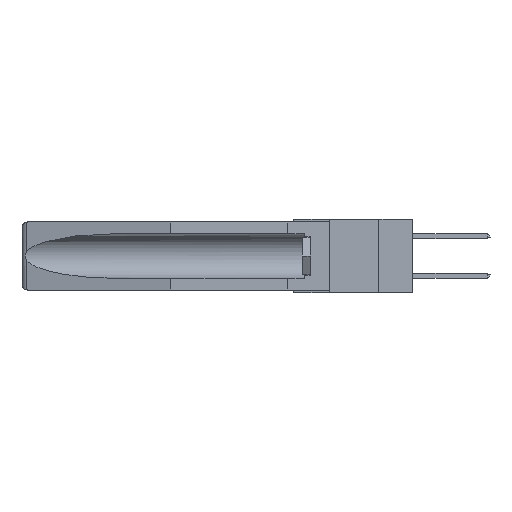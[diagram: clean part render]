
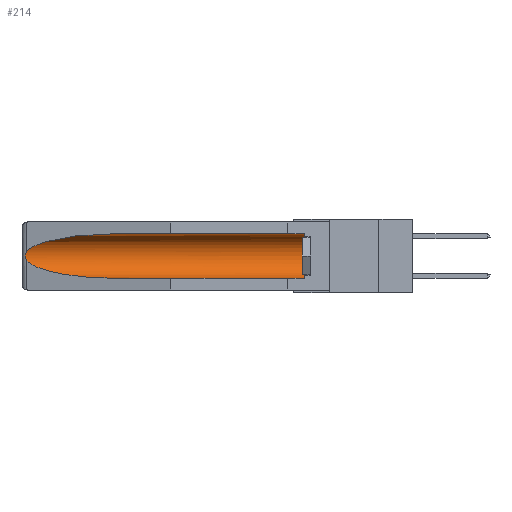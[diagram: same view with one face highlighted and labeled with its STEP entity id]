
A CAD part, left-side view. The second image highlights one B-rep face of the part: STEP entity #214.
In plain terms, the highlighted cylindrical face has radius 2.857 mm (diameter 5.715 mm), a partial arc.
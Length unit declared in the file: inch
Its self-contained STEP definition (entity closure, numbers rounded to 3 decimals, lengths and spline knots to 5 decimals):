
#214 = ADVANCED_FACE ( 'NONE', ( #10065 ), #22594, .F. ) ;
#374 =( BOUNDED_CURVE ( )  B_SPLINE_CURVE ( 3, ( #25591, #16994, #14549, #12304 ),
 .UNSPECIFIED., .F., .F. ) 
 B_SPLINE_CURVE_WITH_KNOTS ( ( 4, 4 ),
 ( 4.71239, 6.08839 ),
 .UNSPECIFIED. ) 
 CURVE ( )  GEOMETRIC_REPRESENTATION_ITEM ( )  RATIONAL_B_SPLINE_CURVE ( ( 1., 0.848, 0.848, 1. ) ) 
 REPRESENTATION_ITEM ( '' )  );
#1254 = ORIENTED_EDGE ( 'NONE', *, *, #23675, .T. ) ;
#1459 = LINE ( 'NONE', #6153, #20204 ) ;
#2124 = CIRCLE ( 'NONE', #25113, 0.1125 ) ;
#2161 = CARTESIAN_POINT ( 'NONE',  ( 0.2673, 1.53269, -0.17917 ) ) ;
#2403 = VERTEX_POINT ( 'NONE', #28022 ) ;
#2523 = EDGE_CURVE ( 'NONE', #11332, #2403, #6118, .T. ) ;
#4201 = CARTESIAN_POINT ( 'NONE',  ( 0.2675, 1.53308, -0.16763 ) ) ;
#4978 = VERTEX_POINT ( 'NONE', #17117 ) ;
#5050 = CARTESIAN_POINT ( 'NONE',  ( 0.155, 0.126, -0.059 ) ) ;
#5309 = EDGE_CURVE ( 'NONE', #28628, #4978, #19976, .T. ) ;
#6118 = LINE ( 'NONE', #19629, #28684 ) ;
#6153 = CARTESIAN_POINT ( 'NONE',  ( 0.155, -0.30754, -0.059 ) ) ;
#6205 = VERTEX_POINT ( 'NONE', #16007 ) ;
#7201 = EDGE_LOOP ( 'NONE', ( #17088, #19372, #23094, #12995, #1254, #11644 ) ) ;
#10065 = FACE_OUTER_BOUND ( 'NONE', #7201, .T. ) ;
#10320 = EDGE_CURVE ( 'NONE', #4978, #2403, #22976, .T. ) ;
#10526 = VERTEX_POINT ( 'NONE', #5050 ) ;
#10671 = CARTESIAN_POINT ( 'NONE',  ( 0.26537, 1.52718, -0.19328 ) ) ;
#10864 = DIRECTION ( 'NONE',  ( 0., 0., 1. ) ) ;
#11332 = VERTEX_POINT ( 'NONE', #14834 ) ;
#11644 = ORIENTED_EDGE ( 'NONE', *, *, #13216, .T. ) ;
#12029 = DIRECTION ( 'NONE',  ( 0., 0., 1. ) ) ;
#12304 = CARTESIAN_POINT ( 'NONE',  ( 0.26537, 1.52718, -0.14972 ) ) ;
#12995 = ORIENTED_EDGE ( 'NONE', *, *, #2523, .F. ) ;
#13216 = EDGE_CURVE ( 'NONE', #10526, #6205, #1459, .T. ) ;
#13330 = CARTESIAN_POINT ( 'NONE',  ( 0.26537, 1.52718, -0.14972 ) ) ;
#14549 = CARTESIAN_POINT ( 'NONE',  ( 0.25451, 1.48313, -0.09465 ) ) ;
#14776 = DIRECTION ( 'NONE',  ( 0., 1., 0. ) ) ;
#14834 = CARTESIAN_POINT ( 'NONE',  ( 0.155, 0.126, -0.284 ) ) ;
#15376 = CARTESIAN_POINT ( 'NONE',  ( 0.155, 1.07973, -0.284 ) ) ;
#15391 = CARTESIAN_POINT ( 'NONE',  ( 0.2673, 1.5327, -0.16383 ) ) ;
#16007 = CARTESIAN_POINT ( 'NONE',  ( 0.155, 1.07973, -0.059 ) ) ;
#16994 = CARTESIAN_POINT ( 'NONE',  ( 0.21114, 1.30732, -0.059 ) ) ;
#17088 = ORIENTED_EDGE ( 'NONE', *, *, #21920, .T. ) ;
#17117 = CARTESIAN_POINT ( 'NONE',  ( 0.26537, 1.52718, -0.19328 ) ) ;
#17438 = CARTESIAN_POINT ( 'NONE',  ( 0.25451, 1.48313, -0.24835 ) ) ;
#17831 = CARTESIAN_POINT ( 'NONE',  ( 0.2675, 1.53308, -0.17534 ) ) ;
#18014 = AXIS2_PLACEMENT_3D ( 'NONE', #21067, #21255, #12029 ) ;
#19372 = ORIENTED_EDGE ( 'NONE', *, *, #5309, .T. ) ;
#19629 = CARTESIAN_POINT ( 'NONE',  ( 0.155, -0.30754, -0.284 ) ) ;
#19842 = CARTESIAN_POINT ( 'NONE',  ( 0.21114, 1.30732, -0.284 ) ) ;
#19976 = B_SPLINE_CURVE_WITH_KNOTS ( 'NONE', 3,
 ( #13330, #26330, #28546, #15391, #4201, #17831, #2161, #24486, #20148, #24307 ),
 .UNSPECIFIED., .F., .F.,
 ( 4, 2, 2, 2, 4 ),
 ( 0., 0.00029, 0.00058, 0.00087, 0.00117 ),
 .UNSPECIFIED. ) ;
#20148 = CARTESIAN_POINT ( 'NONE',  ( 0.26597, 1.5296, -0.19026 ) ) ;
#20204 = VECTOR ( 'NONE', #26147, 39.37008 ) ;
#21067 = CARTESIAN_POINT ( 'NONE',  ( 0.155, -0.30754, -0.1715 ) ) ;
#21255 = DIRECTION ( 'NONE',  ( 0., 1., 0. ) ) ;
#21920 = EDGE_CURVE ( 'NONE', #6205, #28628, #374, .T. ) ;
#22047 = CARTESIAN_POINT ( 'NONE',  ( 0.155, 0.126, -0.1715 ) ) ;
#22594 = CYLINDRICAL_SURFACE ( 'NONE', #18014, 0.1125 ) ;
#22976 =( BOUNDED_CURVE ( )  B_SPLINE_CURVE ( 3, ( #10671, #17438, #19842, #15376 ),
 .UNSPECIFIED., .F., .T. ) 
 B_SPLINE_CURVE_WITH_KNOTS ( ( 4, 4 ),
 ( 0.1948, 1.5708 ),
 .UNSPECIFIED. ) 
 CURVE ( )  GEOMETRIC_REPRESENTATION_ITEM ( )  RATIONAL_B_SPLINE_CURVE ( ( 1., 0.848, 0.848, 1. ) ) 
 REPRESENTATION_ITEM ( '' )  );
#23094 = ORIENTED_EDGE ( 'NONE', *, *, #10320, .T. ) ;
#23675 = EDGE_CURVE ( 'NONE', #11332, #10526, #2124, .T. ) ;
#24004 = DIRECTION ( 'NONE',  ( 0., -1., 0. ) ) ;
#24307 = CARTESIAN_POINT ( 'NONE',  ( 0.26537, 1.52718, -0.19328 ) ) ;
#24486 = CARTESIAN_POINT ( 'NONE',  ( 0.26655, 1.53094, -0.18657 ) ) ;
#25113 = AXIS2_PLACEMENT_3D ( 'NONE', #22047, #24004, #10864 ) ;
#25591 = CARTESIAN_POINT ( 'NONE',  ( 0.155, 1.07973, -0.059 ) ) ;
#26147 = DIRECTION ( 'NONE',  ( 0., 1., 0. ) ) ;
#26330 = CARTESIAN_POINT ( 'NONE',  ( 0.26597, 1.52961, -0.15275 ) ) ;
#27327 = CARTESIAN_POINT ( 'NONE',  ( 0.26537, 1.52718, -0.14972 ) ) ;
#28022 = CARTESIAN_POINT ( 'NONE',  ( 0.155, 1.07973, -0.284 ) ) ;
#28546 = CARTESIAN_POINT ( 'NONE',  ( 0.26654, 1.53092, -0.15636 ) ) ;
#28628 = VERTEX_POINT ( 'NONE', #27327 ) ;
#28684 = VECTOR ( 'NONE', #14776, 39.37008 ) ;
